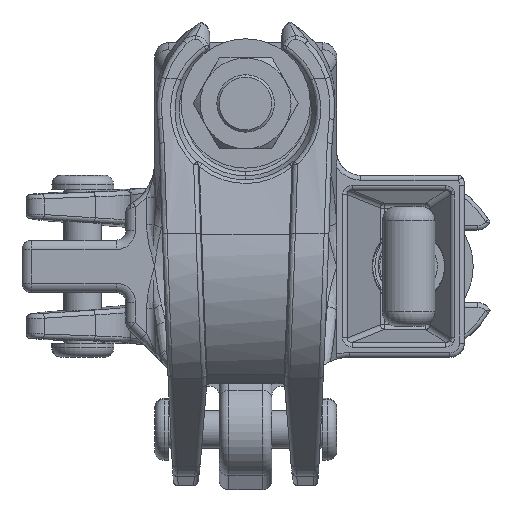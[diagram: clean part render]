
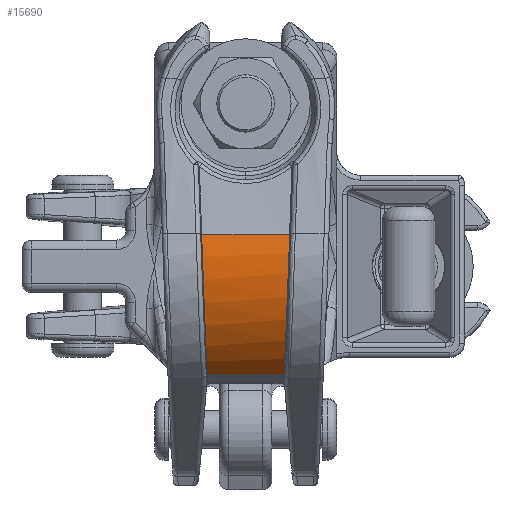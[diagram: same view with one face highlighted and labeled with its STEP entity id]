
A CAD part, front view. The second image highlights one B-rep face of the part: STEP entity #15690.
In plain terms, the highlighted cylindrical face has radius 29 mm (diameter 58 mm), a partial arc.
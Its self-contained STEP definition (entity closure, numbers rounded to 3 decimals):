
#563 = EDGE_CURVE ( 'NONE', #3307, #8070, #14909, .T. ) ;
#723 = VECTOR ( 'NONE', #2056, 1000. ) ;
#1286 = LINE ( 'NONE', #8701, #2742 ) ;
#2056 = DIRECTION ( 'NONE',  ( 0., 0., 1. ) ) ;
#2115 = CARTESIAN_POINT ( 'NONE',  ( -17.4, 23.2, -122.872 ) ) ;
#2742 = VECTOR ( 'NONE', #16352, 1000. ) ;
#3095 = ORIENTED_EDGE ( 'NONE', *, *, #17558, .T. ) ;
#3307 = VERTEX_POINT ( 'NONE', #8277 ) ;
#5075 = DIRECTION ( 'NONE',  ( 0., 0., 1. ) ) ;
#6220 = CARTESIAN_POINT ( 'NONE',  ( -8.176, 30.118, -8.358 ) ) ;
#6299 = FACE_OUTER_BOUND ( 'NONE', #13012, .T. ) ;
#6314 = ORIENTED_EDGE ( 'NONE', *, *, #14251, .F. ) ;
#6616 = DIRECTION ( 'NONE',  ( 1., 0., 0. ) ) ;
#7508 = CYLINDRICAL_SURFACE ( 'NONE', #8696, 29. ) ;
#7802 = CARTESIAN_POINT ( 'NONE',  ( 13.52, 25.656, -9.176 ) ) ;
#8056 = CARTESIAN_POINT ( 'NONE',  ( 0., 0., -122.872 ) ) ;
#8070 = VERTEX_POINT ( 'NONE', #10396 ) ;
#8277 = CARTESIAN_POINT ( 'NONE',  ( -17.4, 23.2, 8.01 ) ) ;
#8696 = AXIS2_PLACEMENT_3D ( 'NONE', #8056, #5075, #6616 ) ;
#8701 = CARTESIAN_POINT ( 'NONE',  ( 13.52, 25.656, -122.872 ) ) ;
#9231 = CARTESIAN_POINT ( 'NONE',  ( 13.52, 25.656, 9.176 ) ) ;
#9360 = VERTEX_POINT ( 'NONE', #18511 ) ;
#10396 = CARTESIAN_POINT ( 'NONE',  ( 13.52, 25.656, 9.176 ) ) ;
#10785 = CARTESIAN_POINT ( 'NONE',  ( -8.176, 30.118, 8.358 ) ) ;
#12283 = LINE ( 'NONE', #2115, #723 ) ;
#13012 = EDGE_LOOP ( 'NONE', ( #3095, #18902, #6314, #13956 ) ) ;
#13956 = ORIENTED_EDGE ( 'NONE', *, *, #19317, .T. ) ;
#14251 = EDGE_CURVE ( 'NONE', #14564, #8070, #1286, .T. ) ;
#14564 = VERTEX_POINT ( 'NONE', #18251 ) ;
#14909 =( BOUNDED_CURVE ( )  B_SPLINE_CURVE ( 3, ( #17039, #10785, #18235, #9231 ),
 .UNSPECIFIED., .F., .F. ) 
 B_SPLINE_CURVE_WITH_KNOTS ( ( 4, 4 ),
 ( 4.069, 5.197 ),
 .UNSPECIFIED. ) 
 CURVE ( )  GEOMETRIC_REPRESENTATION_ITEM ( )  RATIONAL_B_SPLINE_CURVE ( ( 1., 0.897, 0.897, 1. ) ) 
 REPRESENTATION_ITEM ( '' )  );
#15457 = CARTESIAN_POINT ( 'NONE',  ( 3.319, 31.031, -8.792 ) ) ;
#15690 = ADVANCED_FACE ( 'NONE', ( #6299 ), #7508, .T. ) ;
#16352 = DIRECTION ( 'NONE',  ( 0., 0., 1. ) ) ;
#17039 = CARTESIAN_POINT ( 'NONE',  ( -17.4, 23.2, 8.01 ) ) ;
#17558 = EDGE_CURVE ( 'NONE', #9360, #3307, #12283, .T. ) ;
#18235 = CARTESIAN_POINT ( 'NONE',  ( 3.319, 31.031, 8.792 ) ) ;
#18251 = CARTESIAN_POINT ( 'NONE',  ( 13.52, 25.656, -9.176 ) ) ;
#18511 = CARTESIAN_POINT ( 'NONE',  ( -17.4, 23.2, -8.01 ) ) ;
#18527 = CARTESIAN_POINT ( 'NONE',  ( -17.4, 23.2, -8.01 ) ) ;
#18902 = ORIENTED_EDGE ( 'NONE', *, *, #563, .T. ) ;
#19317 = EDGE_CURVE ( 'NONE', #14564, #9360, #19342, .T. ) ;
#19342 =( BOUNDED_CURVE ( )  B_SPLINE_CURVE ( 3, ( #7802, #15457, #6220, #18527 ),
 .UNSPECIFIED., .F., .F. ) 
 B_SPLINE_CURVE_WITH_KNOTS ( ( 4, 4 ),
 ( 4.227, 5.356 ),
 .UNSPECIFIED. ) 
 CURVE ( )  GEOMETRIC_REPRESENTATION_ITEM ( )  RATIONAL_B_SPLINE_CURVE ( ( 1., 0.897, 0.897, 1. ) ) 
 REPRESENTATION_ITEM ( '' )  );
